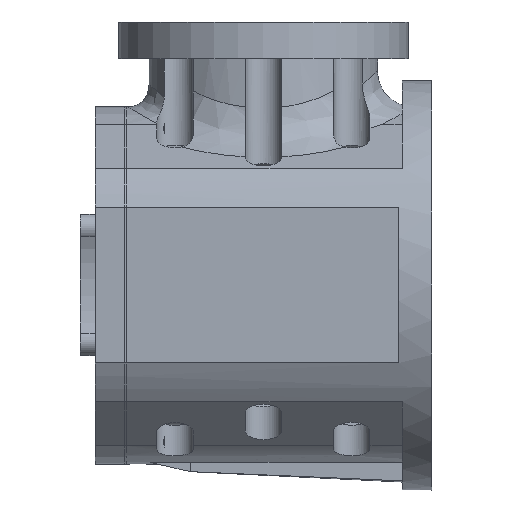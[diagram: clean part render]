
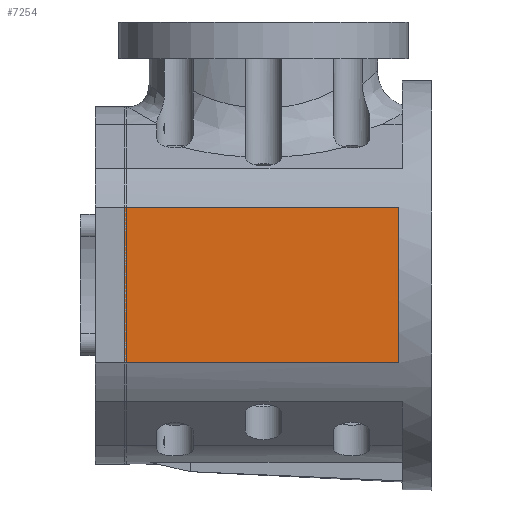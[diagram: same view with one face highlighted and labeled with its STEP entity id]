
A CAD part, top view. The second image highlights one B-rep face of the part: STEP entity #7254.
In plain terms, the highlighted planar face has unit normal (0, 0, 1).
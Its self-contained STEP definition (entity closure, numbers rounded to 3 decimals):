
#137=PLANE('',#7806);
#616=FACE_OUTER_BOUND('',#1034,.T.);
#1034=EDGE_LOOP('',(#5799,#5800,#5801,#5802));
#1918=LINE('',#11140,#2491);
#2096=LINE('',#12986,#2669);
#2097=LINE('',#12989,#2670);
#2123=LINE('',#13057,#2696);
#2491=VECTOR('',#8413,10.);
#2669=VECTOR('',#9053,10.);
#2670=VECTOR('',#9056,10.);
#2696=VECTOR('',#9132,10.);
#3157=VERTEX_POINT('',#11137);
#3158=VERTEX_POINT('',#11139);
#3383=VERTEX_POINT('',#12985);
#3384=VERTEX_POINT('',#12987);
#3896=EDGE_CURVE('',#3157,#3158,#1918,.T.);
#4261=EDGE_CURVE('',#3158,#3383,#2096,.T.);
#4263=EDGE_CURVE('',#3384,#3157,#2097,.T.);
#4298=EDGE_CURVE('',#3384,#3383,#2123,.T.);
#5799=ORIENTED_EDGE('',*,*,#4298,.T.);
#5800=ORIENTED_EDGE('',*,*,#4261,.F.);
#5801=ORIENTED_EDGE('',*,*,#3896,.F.);
#5802=ORIENTED_EDGE('',*,*,#4263,.F.);
#7254=ADVANCED_FACE('',(#616),#137,.F.);
#7806=AXIS2_PLACEMENT_3D('',#13058,#9133,#9134);
#8413=DIRECTION('',(0.,1.,0.));
#9053=DIRECTION('',(1.,0.,0.));
#9056=DIRECTION('',(-1.,0.,0.));
#9132=DIRECTION('',(0.,1.,0.));
#9133=DIRECTION('center_axis',(0.,0.,-1.));
#9134=DIRECTION('ref_axis',(0.,1.,0.));
#11137=CARTESIAN_POINT('',(-88.,-21.333,51.778));
#11139=CARTESIAN_POINT('',(-88.,21.333,51.778));
#11140=CARTESIAN_POINT('',(-88.,-9.188,51.778));
#12985=CARTESIAN_POINT('',(-13.,21.333,51.778));
#12986=CARTESIAN_POINT('',(-5.,21.333,51.778));
#12987=CARTESIAN_POINT('',(-13.,-21.333,51.778));
#12989=CARTESIAN_POINT('',(-5.,-21.333,51.778));
#13057=CARTESIAN_POINT('',(-13.,-9.188,51.778));
#13058=CARTESIAN_POINT('Origin',(-88.,-18.375,51.778));
